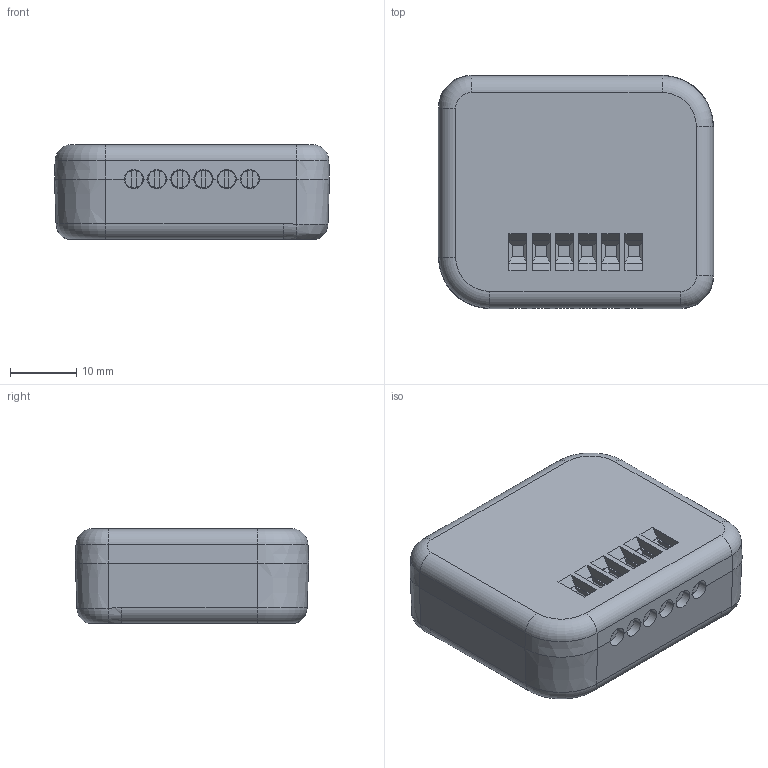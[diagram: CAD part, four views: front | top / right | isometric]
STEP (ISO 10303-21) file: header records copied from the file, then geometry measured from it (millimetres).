
FILE_DESCRIPTION((''),'2;1');
FILE_NAME('Czujnik Temperatury_Model.stp','2025-05-07T16:09:12',(''),(''),'STEP Write','Mastercam X9 ... CNC Software, Inc.','');
FILE_SCHEMA(('AUTOMOTIVE_DESIGN'));
Length unit declared in the file: millimetre
Products named in the file (1): None
Bounding box: 41.5 x 35.2 x 14.3 mm (x, y, z)
Volume: 9190.9 mm3; surface area: 13595.1 mm2
Topology: 5 solids, 7 shells, 1201 faces, 9839 edges, 15142 vertices
Faces by surface type: plane 961, cylinder 188, bspline 20, cone 20, torus 12
Full cylindrical faces by diameter (mm): 2 x1, 2.5 x2, 2.634 x6, 2.9 x6, 3.2 x4, 5 x2, 6 x2
Entity records: 91288 total; most frequent: CARTESIAN_POINT 21397, STYLED_ITEM 12939, DIRECTION 12548, VECTOR 9182, LINE 9182, ORIENTED_EDGE 6638, TRIMMED_CURVE 6471, EDGE_CURVE 3319
